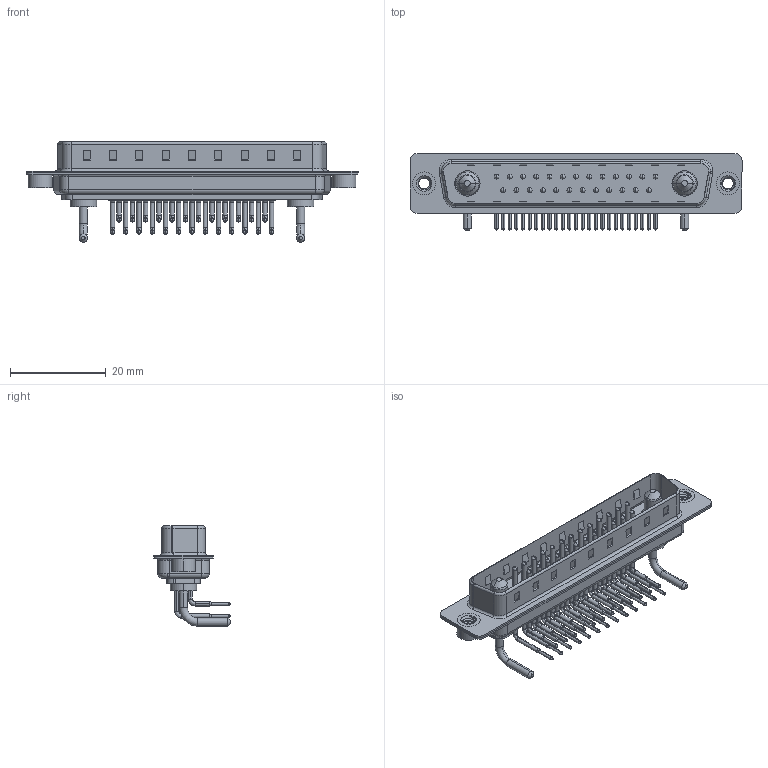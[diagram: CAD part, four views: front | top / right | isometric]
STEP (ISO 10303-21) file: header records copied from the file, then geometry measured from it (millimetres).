
FILE_DESCRIPTION (( 'STEP AP203' ), '1' );
FILE_NAME ('629-27W2240-1T2.STEP', '2022-05-16T11:40:56', ( '' ), ( '' ), 'SwSTEP 2.0', 'SolidWorks 2020', '' );
FILE_SCHEMA (( 'CONFIG_CONTROL_DESIGN' ));
Length unit declared in the file: millimetre
Products named in the file (8): 629-27W2240-1T2; 629Combo Contact Row 2; 629Combo Threaded Rivet_2; 629Combo Shell Front_37 Contacts; Power Pin_10A RA; 629Combo Housing_27W2; 629Combo Shell Rear_37 Contacts; 629Combo Contact Row 1
Assembly tree (32 placements, depth 2):
  629-27W2240-1T2
    629Combo Housing_27W2
    629Combo Shell Rear_37 Contacts
    629Combo Shell Front_37 Contacts
    629Combo Threaded Rivet_2  x2
    Power Pin_10A RA  x2
    629Combo Contact Row 1  x13
    629Combo Contact Row 2  x12
Bounding box: 69.4 x 16.05 x 20.95 mm (x, y, z)
Volume: 4123 mm3; surface area: 9999.6 mm2
Topology: 34 solids, 34 shells, 3248 faces, 9017 edges, 5854 vertices
Faces by surface type: plane 1823, cylinder 1083, bspline 158, cone 126, torus 58
Entity records: 28522 total; most frequent: CARTESIAN_POINT 6090, DIRECTION 4565, ORIENTED_EDGE 4212, EDGE_CURVE 2106, AXIS2_PLACEMENT_3D 1660, VERTEX_POINT 1360, VECTOR 1245, LINE 1245
